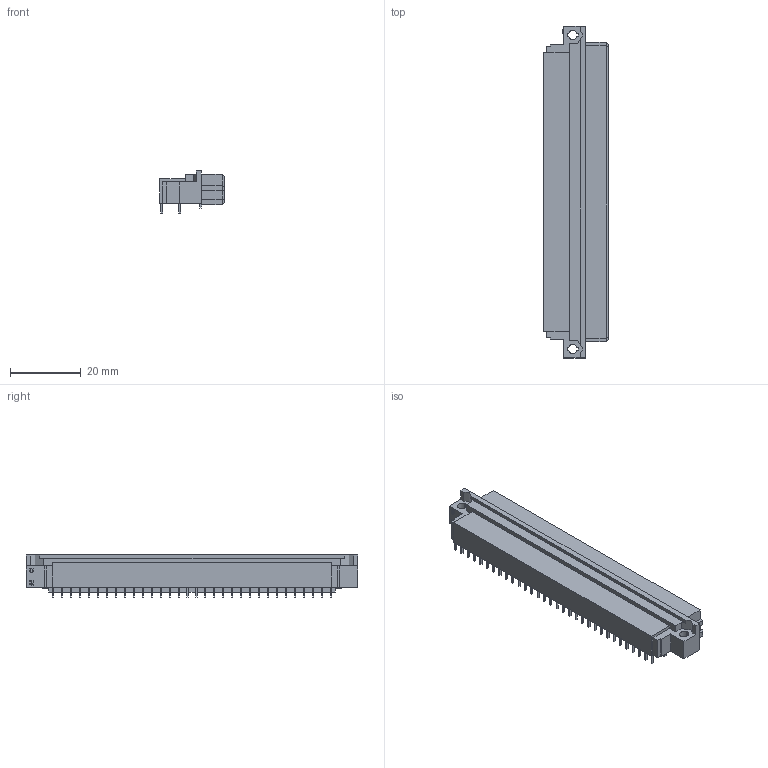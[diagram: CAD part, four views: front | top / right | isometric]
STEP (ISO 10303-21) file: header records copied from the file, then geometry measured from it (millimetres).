
FILE_DESCRIPTION((''),'2;1');
FILE_NAME('TYCO_5650870-4.stp','2012-12-10T09:57:38',(''),(''),'Mechanical Desktop 2011','Mechanical Desktop 2011',', , ');
FILE_SCHEMA(('AUTOMOTIVE_DESIGN { 1 2 10303 214 1 1 1 1 }'));
Length unit declared in the file: millimetre
Products named in the file (1): Product
Bounding box: 18.36 x 93.98 x 11.9 mm (x, y, z)
Volume: 12295.9 mm3; surface area: 6023.9 mm2
Topology: 65 solids, 65 shells, 1411 faces, 3146 edges, 1966 vertices
Faces by surface type: plane 1215, bspline 192, cylinder 4
Entity records: 37712 total; most frequent: CARTESIAN_POINT 7100, ORIENTED_EDGE 6292, DIRECTION 5594, EDGE_CURVE 3146, VECTOR 3138, LINE 3138, VERTEX_POINT 1966, EDGE_LOOP 1516
